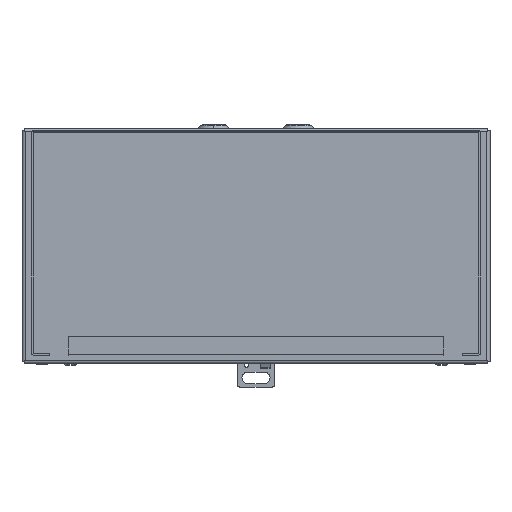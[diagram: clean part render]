
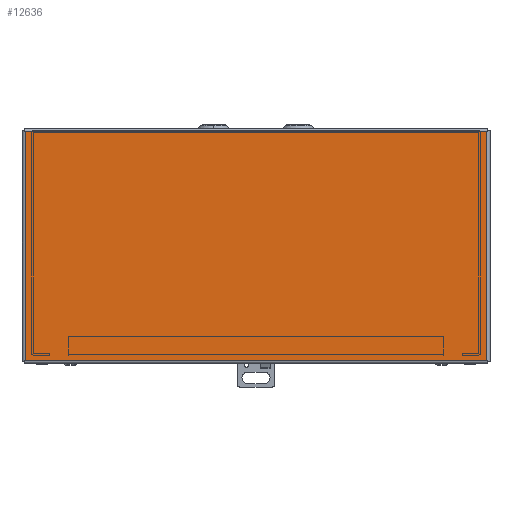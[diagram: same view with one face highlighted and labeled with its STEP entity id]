
A CAD part, top view. The second image highlights one B-rep face of the part: STEP entity #12636.
In plain terms, the highlighted planar face has unit normal (0, 0, 1).
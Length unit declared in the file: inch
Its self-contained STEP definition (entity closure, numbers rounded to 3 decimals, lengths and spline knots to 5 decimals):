
#82 = DIRECTION ( 'NONE',  ( 0., 1., 0. ) ) ;
#356 = CARTESIAN_POINT ( 'NONE',  ( 6.1585, -6.135, 9.0285 ) ) ;
#1227 = VERTEX_POINT ( 'NONE', #1334 ) ;
#1334 = CARTESIAN_POINT ( 'NONE',  ( -6.1585, -0.029, 9.0285 ) ) ;
#1769 = VERTEX_POINT ( 'NONE', #356 ) ;
#1821 = CARTESIAN_POINT ( 'NONE',  ( -6.1585, -0.029, 9.0285 ) ) ;
#2148 = CARTESIAN_POINT ( 'NONE',  ( 6.1585, -0.029, 9.0285 ) ) ;
#2409 = VERTEX_POINT ( 'NONE', #13679 ) ;
#2530 = ORIENTED_EDGE ( 'NONE', *, *, #5344, .F. ) ;
#3060 = PLANE ( 'NONE',  #15190 ) ;
#3305 = VECTOR ( 'NONE', #82, 39.37008 ) ;
#3331 = VECTOR ( 'NONE', #7851, 39.37008 ) ;
#3834 = CARTESIAN_POINT ( 'NONE',  ( -6.1585, -6.135, 9.0285 ) ) ;
#5253 = LINE ( 'NONE', #1821, #3331 ) ;
#5344 = EDGE_CURVE ( 'NONE', #1769, #2409, #5410, .T. ) ;
#5410 = LINE ( 'NONE', #10258, #9200 ) ;
#5913 = FACE_OUTER_BOUND ( 'NONE', #14083, .T. ) ;
#6130 = ORIENTED_EDGE ( 'NONE', *, *, #6792, .F. ) ;
#6792 = EDGE_CURVE ( 'NONE', #2409, #1227, #12227, .T. ) ;
#6911 = VERTEX_POINT ( 'NONE', #14975 ) ;
#7221 = LINE ( 'NONE', #2148, #11315 ) ;
#7511 = ORIENTED_EDGE ( 'NONE', *, *, #11196, .F. ) ;
#7851 = DIRECTION ( 'NONE',  ( 1., 0., 0. ) ) ;
#7980 = CARTESIAN_POINT ( 'NONE',  ( 6.1585, -0.029, 9.0285 ) ) ;
#9200 = VECTOR ( 'NONE', #15183, 39.37008 ) ;
#9339 = DIRECTION ( 'NONE',  ( 0., 0., 1. ) ) ;
#10258 = CARTESIAN_POINT ( 'NONE',  ( 6.1585, -6.135, 9.0285 ) ) ;
#10550 = EDGE_CURVE ( 'NONE', #6911, #1769, #7221, .T. ) ;
#11196 = EDGE_CURVE ( 'NONE', #1227, #6911, #5253, .T. ) ;
#11315 = VECTOR ( 'NONE', #12140, 39.37008 ) ;
#12140 = DIRECTION ( 'NONE',  ( 0., -1., 0. ) ) ;
#12227 = LINE ( 'NONE', #3834, #3305 ) ;
#12399 = ORIENTED_EDGE ( 'NONE', *, *, #10550, .F. ) ;
#12636 = ADVANCED_FACE ( 'NONE', ( #5913 ), #3060, .T. ) ;
#13679 = CARTESIAN_POINT ( 'NONE',  ( -6.1585, -6.135, 9.0285 ) ) ;
#14083 = EDGE_LOOP ( 'NONE', ( #6130, #2530, #12399, #7511 ) ) ;
#14259 = DIRECTION ( 'NONE',  ( -1., 0., 0. ) ) ;
#14975 = CARTESIAN_POINT ( 'NONE',  ( 6.1585, -0.029, 9.0285 ) ) ;
#15183 = DIRECTION ( 'NONE',  ( -1., 0., 0. ) ) ;
#15190 = AXIS2_PLACEMENT_3D ( 'NONE', #7980, #9339, #14259 ) ;
